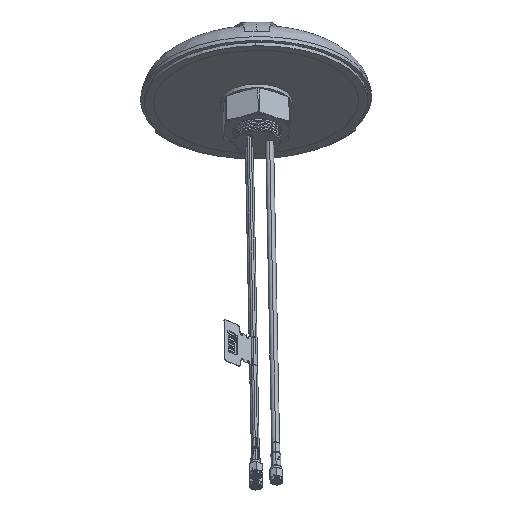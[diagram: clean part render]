
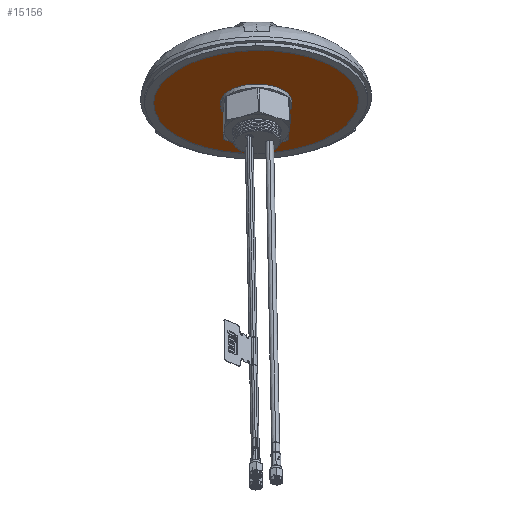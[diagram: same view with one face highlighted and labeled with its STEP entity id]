
A CAD part, front view. The second image highlights one B-rep face of the part: STEP entity #15156.
In plain terms, the highlighted planar face has unit normal (0.017, -0.502, -0.865).
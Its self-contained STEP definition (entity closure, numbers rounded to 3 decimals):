
#343 = CARTESIAN_POINT ( 'NONE',  ( -35.548, 65.905, -18.8 ) ) ;
#524 = EDGE_LOOP ( 'NONE', ( #18181, #22197 ) ) ;
#709 = DIRECTION ( 'NONE',  ( 0.017, -0.502, -0.864 ) ) ;
#770 = CARTESIAN_POINT ( 'NONE',  ( -45.27, 46.663, -7.812 ) ) ;
#850 = CARTESIAN_POINT ( 'NONE',  ( -38.213, 49.927, -9.568 ) ) ;
#879 = CARTESIAN_POINT ( 'NONE',  ( -42., 71.112, -21.954 ) ) ;
#991 = CARTESIAN_POINT ( 'NONE',  ( -33.775, 59.18, -14.857 ) ) ;
#1048 = CARTESIAN_POINT ( 'NONE',  ( -47.799, 59.342, -15.231 ) ) ;
#1345 = DIRECTION ( 'NONE',  ( 0.005, 0.865, -0.502 ) ) ;
#2089 = EDGE_CURVE ( 'NONE', #18802, #16787, #15763, .T. ) ;
#2436 = CARTESIAN_POINT ( 'NONE',  ( -33.863, 57.535, -13.902 ) ) ;
#2465 = CARTESIAN_POINT ( 'NONE',  ( -39.197, 69.615, -21.029 ) ) ;
#2596 = CARTESIAN_POINT ( 'NONE',  ( -45.591, 72.107, -22.604 ) ) ;
#3448 = AXIS2_PLACEMENT_3D ( 'NONE', #5267, #17491, #8932 ) ;
#3713 = CARTESIAN_POINT ( 'NONE',  ( -33.915, 61.655, -16.298 ) ) ;
#3789 = CARTESIAN_POINT ( 'NONE',  ( -37.135, 67.925, -20.005 ) ) ;
#3797 = DIRECTION ( 'NONE',  ( -0.017, 0.502, 0.864 ) ) ;
#4099 = CARTESIAN_POINT ( 'NONE',  ( -44.209, 71.847, -22.426 ) ) ;
#4119 = B_SPLINE_CURVE_WITH_KNOTS ( 'NONE', 3,
 ( #14145, #8980, #16039, #16494, #770, #11225, #6143, #7593, #18273, #4427, #19721, #11369, #850, #18201, #12771, #7894, #16352, #12986, #16274, #14765, #20024, #11292, #11150, #2436, #16415, #4364, #991, #7821 ),
 .UNSPECIFIED., .F., .F.,
 ( 4, 2, 2, 2, 2, 2, 2, 2, 2, 2, 2, 2, 2, 4 ),
 ( 0., 0.001, 0.003, 0.006, 0.007, 0.009, 0.011, 0.013, 0.014, 0.017, 0.019, 0.02, 0.021, 0.023 ),
 .UNSPECIFIED. ) ;
#4167 = CARTESIAN_POINT ( 'NONE',  ( -47.96, 72.309, -22.769 ) ) ;
#4364 = CARTESIAN_POINT ( 'NONE',  ( -33.773, 58.764, -14.615 ) ) ;
#4427 = CARTESIAN_POINT ( 'NONE',  ( -40.463, 48.41, -8.732 ) ) ;
#5002 = CARTESIAN_POINT ( 'NONE',  ( -33.802, 59.593, -15.097 ) ) ;
#5267 = CARTESIAN_POINT ( 'NONE',  ( -71.543, 85.783, -31.07 ) ) ;
#5342 = CARTESIAN_POINT ( 'NONE',  ( -33.794, 60.42, -15.578 ) ) ;
#5425 = CARTESIAN_POINT ( 'NONE',  ( -34.408, 63.657, -17.471 ) ) ;
#5494 = CARTESIAN_POINT ( 'NONE',  ( -38.124, 68.806, -20.537 ) ) ;
#5799 = CARTESIAN_POINT ( 'NONE',  ( -40.346, 70.322, -21.462 ) ) ;
#6143 = CARTESIAN_POINT ( 'NONE',  ( -42.992, 47.257, -8.112 ) ) ;
#6735 = AXIS2_PLACEMENT_3D ( 'NONE', #7758, #709, #9617 ) ;
#7187 = DIRECTION ( 'NONE',  ( -0.017, 0.502, 0.864 ) ) ;
#7417 = DIRECTION ( 'NONE',  ( 0.005, 0.865, -0.502 ) ) ;
#7593 = CARTESIAN_POINT ( 'NONE',  ( -41.706, 47.787, -8.395 ) ) ;
#7758 = CARTESIAN_POINT ( 'NONE',  ( -47.799, 59.342, -15.231 ) ) ;
#7821 = CARTESIAN_POINT ( 'NONE',  ( -33.802, 59.593, -15.097 ) ) ;
#7894 = CARTESIAN_POINT ( 'NONE',  ( -36.367, 51.826, -10.635 ) ) ;
#8553 = CIRCLE ( 'NONE', #6735, 64.65 ) ;
#8932 = DIRECTION ( 'NONE',  ( 0.005, 0.865, -0.502 ) ) ;
#8980 = CARTESIAN_POINT ( 'NONE',  ( -47.16, 46.401, -7.698 ) ) ;
#9321 = CARTESIAN_POINT ( 'NONE',  ( -46.058, 72.174, -22.653 ) ) ;
#9413 = EDGE_LOOP ( 'NONE', ( #18079, #20487, #17657, #14021 ) ) ;
#9617 = DIRECTION ( 'NONE',  ( 0.005, 0.865, -0.502 ) ) ;
#9957 = DIRECTION ( 'NONE',  ( 0.017, -0.502, -0.864 ) ) ;
#10503 = FACE_OUTER_BOUND ( 'NONE', #524, .T. ) ;
#10604 = EDGE_CURVE ( 'NONE', #15350, #15883, #8553, .T. ) ;
#10643 = CARTESIAN_POINT ( 'NONE',  ( -33.858, 61.243, -16.057 ) ) ;
#10718 = CARTESIAN_POINT ( 'NONE',  ( -33.802, 59.593, -15.097 ) ) ;
#11022 = CARTESIAN_POINT ( 'NONE',  ( -47.49, 115.241, -47.708 ) ) ;
#11150 = CARTESIAN_POINT ( 'NONE',  ( -34.001, 56.726, -13.435 ) ) ;
#11225 = CARTESIAN_POINT ( 'NONE',  ( -43.883, 46.975, -7.966 ) ) ;
#11252 = CARTESIAN_POINT ( 'NONE',  ( -47.004, 72.271, -22.728 ) ) ;
#11292 = CARTESIAN_POINT ( 'NONE',  ( -34.094, 56.324, -13.204 ) ) ;
#11302 = CARTESIAN_POINT ( 'NONE',  ( -47.871, 46.372, -7.695 ) ) ;
#11325 = CARTESIAN_POINT ( 'NONE',  ( -38.474, 69.088, -20.708 ) ) ;
#11369 = CARTESIAN_POINT ( 'NONE',  ( -38.917, 49.377, -9.263 ) ) ;
#11658 = AXIS2_PLACEMENT_3D ( 'NONE', #16105, #7187, #7417 ) ;
#11691 = EDGE_CURVE ( 'NONE', #15883, #15350, #12541, .T. ) ;
#11846 = FACE_BOUND ( 'NONE', #9413, .T. ) ;
#12430 = CARTESIAN_POINT ( 'NONE',  ( -35.784, 66.26, -19.011 ) ) ;
#12541 = CIRCLE ( 'NONE', #16664, 64.65 ) ;
#12648 = CARTESIAN_POINT ( 'NONE',  ( -33.786, 60.007, -15.338 ) ) ;
#12771 = CARTESIAN_POINT ( 'NONE',  ( -36.94, 51.163, -10.261 ) ) ;
#12986 = CARTESIAN_POINT ( 'NONE',  ( -35.365, 53.221, -11.426 ) ) ;
#14021 = ORIENTED_EDGE ( 'NONE', *, *, #19901, .T. ) ;
#14145 = CARTESIAN_POINT ( 'NONE',  ( -47.638, 46.375, -7.692 ) ) ;
#14175 = CARTESIAN_POINT ( 'NONE',  ( -36.55, 67.288, -19.624 ) ) ;
#14181 = PLANE ( 'NONE',  #3448 ) ;
#14187 = CARTESIAN_POINT ( 'NONE',  ( -47.799, 59.342, -15.231 ) ) ;
#14645 = CARTESIAN_POINT ( 'NONE',  ( -47.482, 72.3, -22.754 ) ) ;
#14765 = CARTESIAN_POINT ( 'NONE',  ( -34.465, 55.132, -12.518 ) ) ;
#15156 = ADVANCED_FACE ( 'NONE', ( #11846, #10503 ), #14181, .T. ) ;
#15350 = VERTEX_POINT ( 'NONE', #11022 ) ;
#15763 = CIRCLE ( 'NONE', #16037, 15. ) ;
#15827 = CARTESIAN_POINT ( 'NONE',  ( -34.156, 62.871, -17.009 ) ) ;
#15883 = VERTEX_POINT ( 'NONE', #18371 ) ;
#16037 = AXIS2_PLACEMENT_3D ( 'NONE', #14187, #3797, #20851 ) ;
#16039 = CARTESIAN_POINT ( 'NONE',  ( -46.685, 46.447, -7.715 ) ) ;
#16105 = CARTESIAN_POINT ( 'NONE',  ( -47.799, 59.342, -15.231 ) ) ;
#16146 = CARTESIAN_POINT ( 'NONE',  ( -40.746, 70.536, -21.595 ) ) ;
#16213 = CIRCLE ( 'NONE', #11658, 15. ) ;
#16274 = CARTESIAN_POINT ( 'NONE',  ( -34.955, 53.961, -11.848 ) ) ;
#16352 = CARTESIAN_POINT ( 'NONE',  ( -36.102, 52.168, -10.828 ) ) ;
#16415 = CARTESIAN_POINT ( 'NONE',  ( -33.817, 57.942, -14.138 ) ) ;
#16494 = CARTESIAN_POINT ( 'NONE',  ( -45.741, 46.577, -7.772 ) ) ;
#16664 = AXIS2_PLACEMENT_3D ( 'NONE', #1048, #9957, #1345 ) ;
#16787 = VERTEX_POINT ( 'NONE', #21915 ) ;
#16847 = VERTEX_POINT ( 'NONE', #18792 ) ;
#17491 = DIRECTION ( 'NONE',  ( 0.017, -0.502, -0.864 ) ) ;
#17566 = CARTESIAN_POINT ( 'NONE',  ( -35.115, 65.17, -18.364 ) ) ;
#17657 = ORIENTED_EDGE ( 'NONE', *, *, #20448, .T. ) ;
#17714 = CARTESIAN_POINT ( 'NONE',  ( -34.921, 64.797, -18.143 ) ) ;
#17868 = CARTESIAN_POINT ( 'NONE',  ( -39.571, 69.861, -21.179 ) ) ;
#18079 = ORIENTED_EDGE ( 'NONE', *, *, #18185, .T. ) ;
#18084 = CARTESIAN_POINT ( 'NONE',  ( -41.572, 70.93, -21.84 ) ) ;
#18181 = ORIENTED_EDGE ( 'NONE', *, *, #10604, .T. ) ;
#18185 = EDGE_CURVE ( 'NONE', #16847, #18802, #16213, .T. ) ;
#18201 = CARTESIAN_POINT ( 'NONE',  ( -37.248, 50.841, -10.08 ) ) ;
#18273 = CARTESIAN_POINT ( 'NONE',  ( -41.286, 47.983, -8.5 ) ) ;
#18371 = CARTESIAN_POINT ( 'NONE',  ( -48.109, 3.442, 17.246 ) ) ;
#18792 = CARTESIAN_POINT ( 'NONE',  ( -47.96, 72.309, -22.769 ) ) ;
#18802 = VERTEX_POINT ( 'NONE', #11302 ) ;
#19721 = CARTESIAN_POINT ( 'NONE',  ( -40.064, 48.642, -8.858 ) ) ;
#19775 = B_SPLINE_CURVE_WITH_KNOTS ( 'NONE', 3,
 ( #10718, #12648, #5342, #10643, #3713, #15827, #5425, #17714, #17566, #343, #12430, #14175, #3789, #5494, #11325, #2465, #17868, #5799, #16146, #18084, #879, #19829, #4099, #2596, #9321, #11252, #14645, #4167 ),
 .UNSPECIFIED., .F., .F.,
 ( 4, 2, 2, 2, 2, 2, 2, 2, 2, 2, 2, 2, 2, 4 ),
 ( 0., 0.001, 0.003, 0.006, 0.007, 0.009, 0.011, 0.013, 0.014, 0.016, 0.017, 0.02, 0.021, 0.023 ),
 .UNSPECIFIED. ) ;
#19829 = CARTESIAN_POINT ( 'NONE',  ( -43.311, 71.6, -22.264 ) ) ;
#19901 = EDGE_CURVE ( 'NONE', #21681, #16847, #19775, .T. ) ;
#20024 = CARTESIAN_POINT ( 'NONE',  ( -34.326, 55.528, -12.746 ) ) ;
#20448 = EDGE_CURVE ( 'NONE', #16787, #21681, #4119, .T. ) ;
#20487 = ORIENTED_EDGE ( 'NONE', *, *, #2089, .T. ) ;
#20851 = DIRECTION ( 'NONE',  ( 0.005, 0.865, -0.502 ) ) ;
#21681 = VERTEX_POINT ( 'NONE', #5002 ) ;
#21915 = CARTESIAN_POINT ( 'NONE',  ( -47.638, 46.375, -7.692 ) ) ;
#22197 = ORIENTED_EDGE ( 'NONE', *, *, #11691, .T. ) ;
